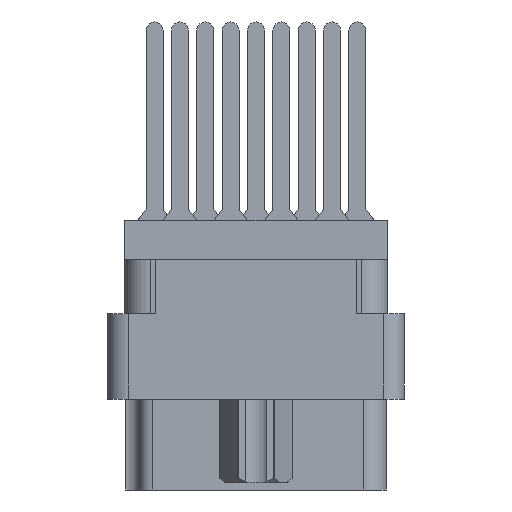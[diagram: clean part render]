
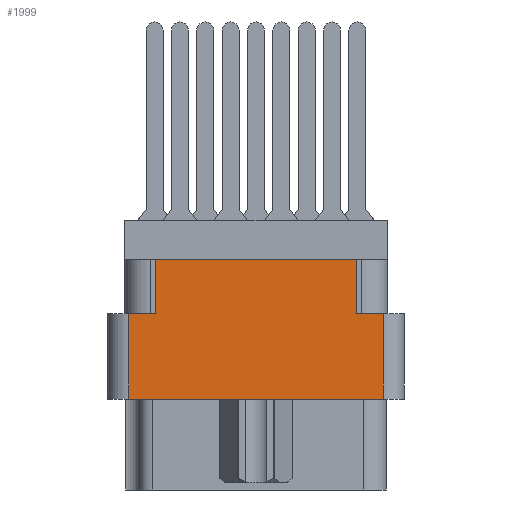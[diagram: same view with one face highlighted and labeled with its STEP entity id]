
A CAD part, left-side view. The second image highlights one B-rep face of the part: STEP entity #1999.
In plain terms, the highlighted planar face has unit normal (-1, 0, 0).
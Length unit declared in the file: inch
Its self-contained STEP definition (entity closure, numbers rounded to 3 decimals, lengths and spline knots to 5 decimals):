
#650 = DIRECTION ( 'NONE',  ( 0., -1., 0. ) ) ;
#789 = DIRECTION ( 'NONE',  ( -1., 0., 0. ) ) ;
#976 = ORIENTED_EDGE ( 'NONE', *, *, #8311, .T. ) ;
#1113 = VECTOR ( 'NONE', #15988, 39.37008 ) ;
#1999 = ADVANCED_FACE ( 'NONE', ( #46269 ), #11542, .T. ) ;
#3170 = ORIENTED_EDGE ( 'NONE', *, *, #5576, .T. ) ;
#4502 = CARTESIAN_POINT ( 'NONE',  ( -1., 0.438, -0.117 ) ) ;
#4810 = VECTOR ( 'NONE', #650, 39.37008 ) ;
#5576 = EDGE_CURVE ( 'NONE', #26515, #18619, #11529, .T. ) ;
#6944 = LINE ( 'NONE', #26915, #1113 ) ;
#7046 = EDGE_CURVE ( 'NONE', #26515, #34511, #14954, .T. ) ;
#7602 = EDGE_CURVE ( 'NONE', #25739, #44609, #45236, .T. ) ;
#8311 = EDGE_CURVE ( 'NONE', #16837, #41540, #29130, .T. ) ;
#10010 = ORIENTED_EDGE ( 'NONE', *, *, #19596, .F. ) ;
#11529 = LINE ( 'NONE', #36234, #21857 ) ;
#11538 = DIRECTION ( 'NONE',  ( 0., 1., 0. ) ) ;
#11542 = PLANE ( 'NONE',  #20607 ) ;
#13012 = DIRECTION ( 'NONE',  ( 0., 0., -1. ) ) ;
#14059 = CARTESIAN_POINT ( 'NONE',  ( -1., 0.296, -0.277 ) ) ;
#14209 = DIRECTION ( 'NONE',  ( 0., 0., 1. ) ) ;
#14432 = CARTESIAN_POINT ( 'NONE',  ( -1., 0.296, -0.277 ) ) ;
#14546 = LINE ( 'NONE', #4502, #4810 ) ;
#14954 = LINE ( 'NONE', #33533, #38494 ) ;
#14967 = CARTESIAN_POINT ( 'NONE',  ( -1., 0.376, -0.277 ) ) ;
#15017 = CARTESIAN_POINT ( 'NONE',  ( -1., 0., -0.277 ) ) ;
#15988 = DIRECTION ( 'NONE',  ( 0., -1., 0. ) ) ;
#16048 = ORIENTED_EDGE ( 'NONE', *, *, #36068, .F. ) ;
#16093 = VECTOR ( 'NONE', #36714, 39.37008 ) ;
#16313 = CARTESIAN_POINT ( 'NONE',  ( -1., -0.296, -0.277 ) ) ;
#16837 = VERTEX_POINT ( 'NONE', #39161 ) ;
#16969 = EDGE_CURVE ( 'NONE', #43840, #34511, #39236, .T. ) ;
#18619 = VERTEX_POINT ( 'NONE', #20553 ) ;
#18916 = CARTESIAN_POINT ( 'NONE',  ( -1., -0.438, -0.798 ) ) ;
#19596 = EDGE_CURVE ( 'NONE', #16837, #18619, #27018, .T. ) ;
#20553 = CARTESIAN_POINT ( 'NONE',  ( -1., -0.376, -0.277 ) ) ;
#20607 = AXIS2_PLACEMENT_3D ( 'NONE', #18916, #789, #33694 ) ;
#21170 = VECTOR ( 'NONE', #14209, 39.37008 ) ;
#21857 = VECTOR ( 'NONE', #25001, 39.37008 ) ;
#22943 = CARTESIAN_POINT ( 'NONE',  ( -1., 0.296, -0.117 ) ) ;
#23752 = ORIENTED_EDGE ( 'NONE', *, *, #7602, .F. ) ;
#23796 = CARTESIAN_POINT ( 'NONE',  ( -1., 0.376, -0.798 ) ) ;
#25001 = DIRECTION ( 'NONE',  ( 0., 0., 1. ) ) ;
#25462 = CARTESIAN_POINT ( 'NONE',  ( -1., -0.376, -0.529 ) ) ;
#25739 = VERTEX_POINT ( 'NONE', #14432 ) ;
#26515 = VERTEX_POINT ( 'NONE', #25462 ) ;
#26915 = CARTESIAN_POINT ( 'NONE',  ( -1., 0., -0.277 ) ) ;
#27018 = LINE ( 'NONE', #15017, #16093 ) ;
#27708 = DIRECTION ( 'NONE',  ( 0., 0., 1. ) ) ;
#29130 = LINE ( 'NONE', #16313, #31412 ) ;
#30452 = ORIENTED_EDGE ( 'NONE', *, *, #7046, .F. ) ;
#31412 = VECTOR ( 'NONE', #27708, 39.37008 ) ;
#31738 = CARTESIAN_POINT ( 'NONE',  ( -1., 0.376, -0.529 ) ) ;
#33533 = CARTESIAN_POINT ( 'NONE',  ( -1., 0., -0.529 ) ) ;
#33694 = DIRECTION ( 'NONE',  ( 0., 0., 1. ) ) ;
#34511 = VERTEX_POINT ( 'NONE', #31738 ) ;
#35242 = VECTOR ( 'NONE', #13012, 39.37008 ) ;
#36068 = EDGE_CURVE ( 'NONE', #44609, #41540, #14546, .T. ) ;
#36234 = CARTESIAN_POINT ( 'NONE',  ( -1., -0.376, -0.798 ) ) ;
#36714 = DIRECTION ( 'NONE',  ( 0., -1., 0. ) ) ;
#38005 = EDGE_CURVE ( 'NONE', #43840, #25739, #6944, .T. ) ;
#38494 = VECTOR ( 'NONE', #11538, 39.37008 ) ;
#39034 = EDGE_LOOP ( 'NONE', ( #42834, #43572, #30452, #3170, #10010, #976, #16048, #23752 ) ) ;
#39161 = CARTESIAN_POINT ( 'NONE',  ( -1., -0.296, -0.277 ) ) ;
#39236 = LINE ( 'NONE', #23796, #35242 ) ;
#41540 = VERTEX_POINT ( 'NONE', #44060 ) ;
#42834 = ORIENTED_EDGE ( 'NONE', *, *, #38005, .F. ) ;
#43572 = ORIENTED_EDGE ( 'NONE', *, *, #16969, .T. ) ;
#43840 = VERTEX_POINT ( 'NONE', #14967 ) ;
#44060 = CARTESIAN_POINT ( 'NONE',  ( -1., -0.296, -0.117 ) ) ;
#44609 = VERTEX_POINT ( 'NONE', #22943 ) ;
#45236 = LINE ( 'NONE', #14059, #21170 ) ;
#46269 = FACE_OUTER_BOUND ( 'NONE', #39034, .T. ) ;
